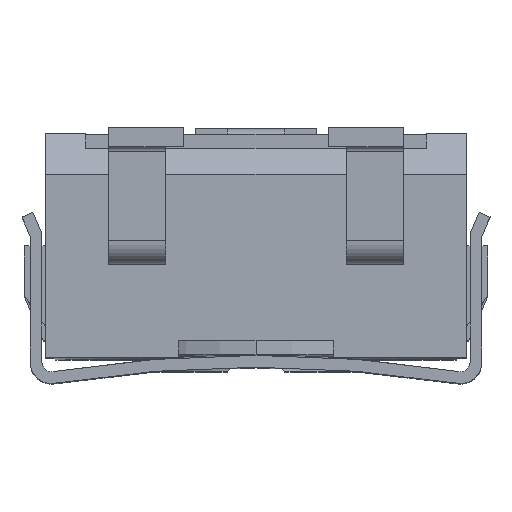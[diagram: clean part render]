
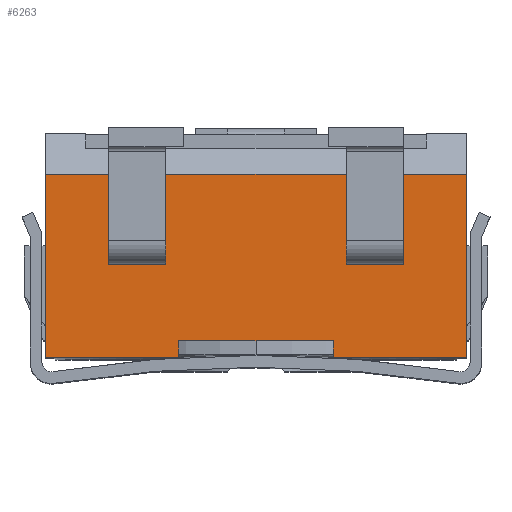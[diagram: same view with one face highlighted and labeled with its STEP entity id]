
A CAD part, top view. The second image highlights one B-rep face of the part: STEP entity #6263.
In plain terms, the highlighted planar face has unit normal (0, 0, 1).
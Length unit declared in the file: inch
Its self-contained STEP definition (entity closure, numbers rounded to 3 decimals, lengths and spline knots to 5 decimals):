
#1086=DIRECTION('',(0.,1.,0.));
#1087=VECTOR('',#1086,0.077);
#1088=CARTESIAN_POINT('',(0.0885,-0.005,0.0886));
#1089=LINE('',#1088,#1087);
#1140=DIRECTION('',(1.,0.,0.));
#1141=VECTOR('',#1140,0.177);
#1142=CARTESIAN_POINT('',(-0.0885,0.072,0.0886));
#1143=LINE('',#1142,#1141);
#1144=DIRECTION('',(0.,1.,0.));
#1145=VECTOR('',#1144,0.007);
#1146=CARTESIAN_POINT('',(0.0325,-0.005,0.0886));
#1147=LINE('',#1146,#1145);
#1148=DIRECTION('',(-1.,0.,0.));
#1149=VECTOR('',#1148,0.024);
#1150=CARTESIAN_POINT('',(-0.038,0.034,0.0886));
#1151=LINE('',#1150,#1149);
#1152=DIRECTION('',(0.,-1.,0.));
#1153=VECTOR('',#1152,0.008);
#1154=CARTESIAN_POINT('',(-0.038,0.042,0.0886));
#1155=LINE('',#1154,#1153);
#1156=DIRECTION('',(-1.,0.,0.));
#1157=VECTOR('',#1156,0.024);
#1158=CARTESIAN_POINT('',(-0.038,0.042,0.0886));
#1159=LINE('',#1158,#1157);
#1160=DIRECTION('',(0.,-1.,0.));
#1161=VECTOR('',#1160,0.008);
#1162=CARTESIAN_POINT('',(-0.062,0.042,0.0886));
#1163=LINE('',#1162,#1161);
#1164=DIRECTION('',(-1.,0.,0.));
#1165=VECTOR('',#1164,0.024);
#1166=CARTESIAN_POINT('',(0.062,0.034,0.0886));
#1167=LINE('',#1166,#1165);
#1168=DIRECTION('',(0.,-1.,0.));
#1169=VECTOR('',#1168,0.008);
#1170=CARTESIAN_POINT('',(0.062,0.042,0.0886));
#1171=LINE('',#1170,#1169);
#1172=DIRECTION('',(-1.,0.,0.));
#1173=VECTOR('',#1172,0.024);
#1174=CARTESIAN_POINT('',(0.062,0.042,0.0886));
#1175=LINE('',#1174,#1173);
#1176=DIRECTION('',(0.,-1.,0.));
#1177=VECTOR('',#1176,0.008);
#1178=CARTESIAN_POINT('',(0.038,0.042,0.0886));
#1179=LINE('',#1178,#1177);
#1184=DIRECTION('',(1.,0.,0.));
#1185=VECTOR('',#1184,0.056);
#1186=CARTESIAN_POINT('',(0.0325,-0.005,0.0886));
#1187=LINE('',#1186,#1185);
#1272=DIRECTION('',(1.,0.,0.));
#1273=VECTOR('',#1272,0.065);
#1274=CARTESIAN_POINT('',(-0.0325,0.002,0.0886));
#1275=LINE('',#1274,#1273);
#1438=DIRECTION('',(0.,-1.,0.));
#1439=VECTOR('',#1438,0.077);
#1440=CARTESIAN_POINT('',(-0.0885,0.072,0.0886));
#1441=LINE('',#1440,#1439);
#1474=DIRECTION('',(1.,0.,0.));
#1475=VECTOR('',#1474,0.056);
#1476=CARTESIAN_POINT('',(-0.0885,-0.005,0.0886));
#1477=LINE('',#1476,#1475);
#1499=DIRECTION('',(0.,1.,0.));
#1500=VECTOR('',#1499,0.007);
#1501=CARTESIAN_POINT('',(-0.0325,-0.005,0.0886));
#1502=LINE('',#1501,#1500);
#4818=CARTESIAN_POINT('',(0.0885,0.072,0.0886));
#4819=VERTEX_POINT('',#4818);
#4820=CARTESIAN_POINT('',(-0.0885,0.072,0.0886));
#4821=VERTEX_POINT('',#4820);
#4844=CARTESIAN_POINT('',(0.0885,-0.005,0.0886));
#4845=VERTEX_POINT('',#4844);
#4856=CARTESIAN_POINT('',(-0.0885,-0.005,0.0886));
#4857=VERTEX_POINT('',#4856);
#4878=CARTESIAN_POINT('',(0.0325,-0.005,0.0886));
#4879=VERTEX_POINT('',#4878);
#4880=CARTESIAN_POINT('',(0.0325,0.002,0.0886));
#4881=VERTEX_POINT('',#4880);
#4882=CARTESIAN_POINT('',(-0.0325,0.002,0.0886));
#4883=VERTEX_POINT('',#4882);
#4884=CARTESIAN_POINT('',(-0.0325,-0.005,0.0886));
#4885=VERTEX_POINT('',#4884);
#5098=CARTESIAN_POINT('',(-0.038,0.034,0.0886));
#5099=CARTESIAN_POINT('',(-0.062,0.034,0.0886));
#5100=VERTEX_POINT('',#5098);
#5101=VERTEX_POINT('',#5099);
#5102=CARTESIAN_POINT('',(-0.038,0.042,0.0886));
#5103=VERTEX_POINT('',#5102);
#5104=CARTESIAN_POINT('',(-0.062,0.042,0.0886));
#5105=VERTEX_POINT('',#5104);
#5146=CARTESIAN_POINT('',(0.062,0.034,0.0886));
#5147=CARTESIAN_POINT('',(0.038,0.034,0.0886));
#5148=VERTEX_POINT('',#5146);
#5149=VERTEX_POINT('',#5147);
#5150=CARTESIAN_POINT('',(0.062,0.042,0.0886));
#5151=VERTEX_POINT('',#5150);
#5152=CARTESIAN_POINT('',(0.038,0.042,0.0886));
#5153=VERTEX_POINT('',#5152);
#6222=CARTESIAN_POINT('',(0.,0.0335,0.0886));
#6223=DIRECTION('',(0.,0.,1.));
#6224=DIRECTION('',(-1.,0.,0.));
#6225=AXIS2_PLACEMENT_3D('',#6222,#6223,#6224);
#6226=PLANE('',#6225);
#6227=ORIENTED_EDGE('',*,*,#6207,.T.);
#6228=ORIENTED_EDGE('',*,*,#6120,.F.);
#6230=ORIENTED_EDGE('',*,*,#6229,.F.);
#6232=ORIENTED_EDGE('',*,*,#6231,.T.);
#6234=ORIENTED_EDGE('',*,*,#6233,.F.);
#6236=ORIENTED_EDGE('',*,*,#6235,.F.);
#6238=ORIENTED_EDGE('',*,*,#6237,.F.);
#6240=ORIENTED_EDGE('',*,*,#6239,.F.);
#6241=EDGE_LOOP('',(#6227,#6228,#6230,#6232,#6234,#6236,#6238,#6240));
#6242=FACE_OUTER_BOUND('',#6241,.F.);
#6244=ORIENTED_EDGE('',*,*,#6243,.F.);
#6246=ORIENTED_EDGE('',*,*,#6245,.F.);
#6248=ORIENTED_EDGE('',*,*,#6247,.T.);
#6250=ORIENTED_EDGE('',*,*,#6249,.T.);
#6251=EDGE_LOOP('',(#6244,#6246,#6248,#6250));
#6252=FACE_BOUND('',#6251,.F.);
#6254=ORIENTED_EDGE('',*,*,#6253,.F.);
#6256=ORIENTED_EDGE('',*,*,#6255,.F.);
#6258=ORIENTED_EDGE('',*,*,#6257,.T.);
#6260=ORIENTED_EDGE('',*,*,#6259,.T.);
#6261=EDGE_LOOP('',(#6254,#6256,#6258,#6260));
#6262=FACE_BOUND('',#6261,.F.);
#6263=ADVANCED_FACE('',(#6242,#6252,#6262),#6226,.T.);
#6120=EDGE_CURVE('',#4845,#4819,#1089,.T.);
#6207=EDGE_CURVE('',#4821,#4819,#1143,.T.);
#6229=EDGE_CURVE('',#4879,#4845,#1187,.T.);
#6231=EDGE_CURVE('',#4879,#4881,#1147,.T.);
#6233=EDGE_CURVE('',#4883,#4881,#1275,.T.);
#6235=EDGE_CURVE('',#4885,#4883,#1502,.T.);
#6237=EDGE_CURVE('',#4857,#4885,#1477,.T.);
#6239=EDGE_CURVE('',#4821,#4857,#1441,.T.);
#6243=EDGE_CURVE('',#5100,#5101,#1151,.T.);
#6245=EDGE_CURVE('',#5103,#5100,#1155,.T.);
#6247=EDGE_CURVE('',#5103,#5105,#1159,.T.);
#6249=EDGE_CURVE('',#5105,#5101,#1163,.T.);
#6253=EDGE_CURVE('',#5148,#5149,#1167,.T.);
#6255=EDGE_CURVE('',#5151,#5148,#1171,.T.);
#6257=EDGE_CURVE('',#5151,#5153,#1175,.T.);
#6259=EDGE_CURVE('',#5153,#5149,#1179,.T.);
